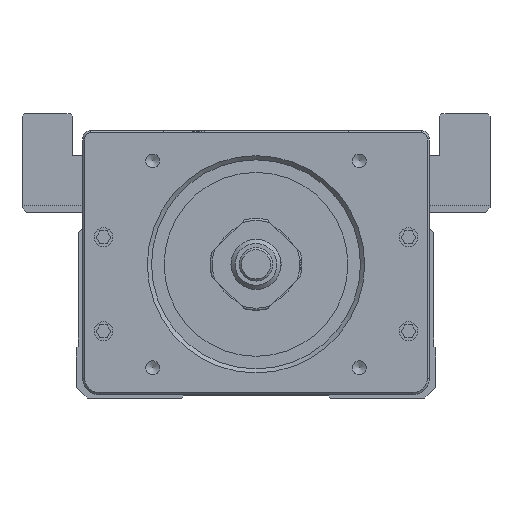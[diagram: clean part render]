
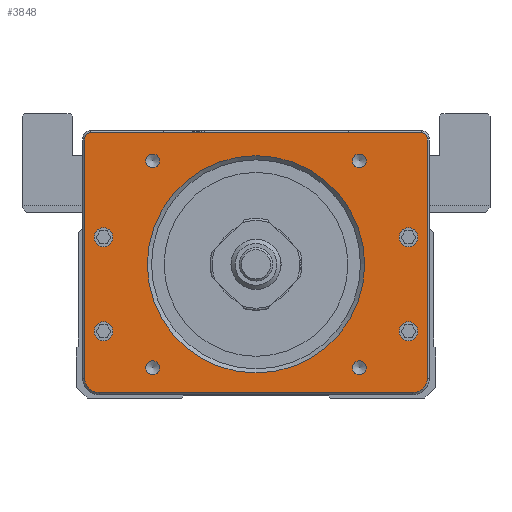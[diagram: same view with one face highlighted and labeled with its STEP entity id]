
A CAD part, front view. The second image highlights one B-rep face of the part: STEP entity #3848.
In plain terms, the highlighted planar face has unit normal (0, -1, 0).
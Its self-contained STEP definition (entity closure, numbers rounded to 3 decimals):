
#1510=FACE_BOUND('',#8249,.T.);
#1511=FACE_BOUND('',#8250,.T.);
#1512=FACE_BOUND('',#8251,.T.);
#1513=FACE_BOUND('',#8252,.T.);
#1514=FACE_BOUND('',#8253,.T.);
#1515=FACE_BOUND('',#8254,.T.);
#1516=FACE_BOUND('',#8255,.T.);
#1517=FACE_BOUND('',#8256,.T.);
#1518=FACE_BOUND('',#8257,.T.);
#1519=FACE_BOUND('',#8258,.T.);
#2511=CIRCLE('',#31937,26.);
#2512=CIRCLE('',#31938,1.65);
#2513=CIRCLE('',#31939,1.65);
#2514=CIRCLE('',#31940,1.65);
#2515=CIRCLE('',#31941,1.65);
#2516=CIRCLE('',#31942,1.5);
#2517=CIRCLE('',#31943,1.5);
#2518=CIRCLE('',#31944,3.5);
#2519=CIRCLE('',#31945,3.5);
#2520=CIRCLE('',#31946,2.25);
#2521=CIRCLE('',#31947,2.25);
#2522=CIRCLE('',#31948,2.25);
#2523=CIRCLE('',#31949,2.25);
#3848=ADVANCED_FACE('',(#1510,#1511,#1512,#1513,#1514,#1515,#1516,#1517,
#1518,#1519),#5221,.F.);
#5221=PLANE('',#31950);
#8249=EDGE_LOOP('',(#14473));
#8250=EDGE_LOOP('',(#14474));
#8251=EDGE_LOOP('',(#14475));
#8252=EDGE_LOOP('',(#14476));
#8253=EDGE_LOOP('',(#14477));
#8254=EDGE_LOOP('',(#14478,#14479,#14480,#14481,#14482,#14483,#14484,#14485));
#8255=EDGE_LOOP('',(#14486));
#8256=EDGE_LOOP('',(#14487));
#8257=EDGE_LOOP('',(#14488));
#8258=EDGE_LOOP('',(#14489));
#14473=ORIENTED_EDGE('',*,*,#23058,.T.);
#14474=ORIENTED_EDGE('',*,*,#23059,.T.);
#14475=ORIENTED_EDGE('',*,*,#23060,.T.);
#14476=ORIENTED_EDGE('',*,*,#23061,.T.);
#14477=ORIENTED_EDGE('',*,*,#23062,.T.);
#14478=ORIENTED_EDGE('',*,*,#23063,.T.);
#14479=ORIENTED_EDGE('',*,*,#23064,.T.);
#14480=ORIENTED_EDGE('',*,*,#23065,.T.);
#14481=ORIENTED_EDGE('',*,*,#23066,.T.);
#14482=ORIENTED_EDGE('',*,*,#23067,.T.);
#14483=ORIENTED_EDGE('',*,*,#23068,.T.);
#14484=ORIENTED_EDGE('',*,*,#23069,.T.);
#14485=ORIENTED_EDGE('',*,*,#23070,.T.);
#14486=ORIENTED_EDGE('',*,*,#23071,.T.);
#14487=ORIENTED_EDGE('',*,*,#23072,.T.);
#14488=ORIENTED_EDGE('',*,*,#23073,.T.);
#14489=ORIENTED_EDGE('',*,*,#23074,.T.);
#19389=VERTEX_POINT('',#48546);
#19390=VERTEX_POINT('',#48548);
#19391=VERTEX_POINT('',#48550);
#19392=VERTEX_POINT('',#48552);
#19393=VERTEX_POINT('',#48554);
#19394=VERTEX_POINT('',#48556);
#19395=VERTEX_POINT('',#48557);
#19396=VERTEX_POINT('',#48559);
#19397=VERTEX_POINT('',#48561);
#19398=VERTEX_POINT('',#48563);
#19399=VERTEX_POINT('',#48565);
#19400=VERTEX_POINT('',#48567);
#19401=VERTEX_POINT('',#48569);
#19402=VERTEX_POINT('',#48572);
#19403=VERTEX_POINT('',#48574);
#19404=VERTEX_POINT('',#48576);
#19405=VERTEX_POINT('',#48578);
#23058=EDGE_CURVE('',#19389,#19389,#2511,.T.);
#23059=EDGE_CURVE('',#19390,#19390,#2512,.T.);
#23060=EDGE_CURVE('',#19391,#19391,#2513,.T.);
#23061=EDGE_CURVE('',#19392,#19392,#2514,.T.);
#23062=EDGE_CURVE('',#19393,#19393,#2515,.T.);
#23063=EDGE_CURVE('',#19394,#19395,#26419,.T.);
#23064=EDGE_CURVE('',#19395,#19396,#2516,.T.);
#23065=EDGE_CURVE('',#19396,#19397,#26420,.T.);
#23066=EDGE_CURVE('',#19397,#19398,#2517,.T.);
#23067=EDGE_CURVE('',#19398,#19399,#26421,.T.);
#23068=EDGE_CURVE('',#19399,#19400,#2518,.T.);
#23069=EDGE_CURVE('',#19400,#19401,#26422,.T.);
#23070=EDGE_CURVE('',#19401,#19394,#2519,.T.);
#23071=EDGE_CURVE('',#19402,#19402,#2520,.T.);
#23072=EDGE_CURVE('',#19403,#19403,#2521,.T.);
#23073=EDGE_CURVE('',#19404,#19404,#2522,.T.);
#23074=EDGE_CURVE('',#19405,#19405,#2523,.T.);
#26419=LINE('',#48555,#29394);
#26420=LINE('',#48560,#29395);
#26421=LINE('',#48564,#29396);
#26422=LINE('',#48568,#29397);
#29394=VECTOR('',#38215,1.);
#29395=VECTOR('',#38218,1.);
#29396=VECTOR('',#38221,1.);
#29397=VECTOR('',#38224,1.);
#31937=AXIS2_PLACEMENT_3D('',#48545,#38205,#38206);
#31938=AXIS2_PLACEMENT_3D('',#48547,#38207,#38208);
#31939=AXIS2_PLACEMENT_3D('',#48549,#38209,#38210);
#31940=AXIS2_PLACEMENT_3D('',#48551,#38211,#38212);
#31941=AXIS2_PLACEMENT_3D('',#48553,#38213,#38214);
#31942=AXIS2_PLACEMENT_3D('',#48558,#38216,#38217);
#31943=AXIS2_PLACEMENT_3D('',#48562,#38219,#38220);
#31944=AXIS2_PLACEMENT_3D('',#48566,#38222,#38223);
#31945=AXIS2_PLACEMENT_3D('',#48570,#38225,#38226);
#31946=AXIS2_PLACEMENT_3D('',#48571,#38227,#38228);
#31947=AXIS2_PLACEMENT_3D('',#48573,#38229,#38230);
#31948=AXIS2_PLACEMENT_3D('',#48575,#38231,#38232);
#31949=AXIS2_PLACEMENT_3D('',#48577,#38233,#38234);
#31950=AXIS2_PLACEMENT_3D('',#48579,#38235,#38236);
#38205=DIRECTION('',(0.,1.,0.));
#38206=DIRECTION('',(0.,0.,1.));
#38207=DIRECTION('',(0.,1.,0.));
#38208=DIRECTION('',(0.,0.,1.));
#38209=DIRECTION('',(0.,1.,0.));
#38210=DIRECTION('',(0.,0.,1.));
#38211=DIRECTION('',(0.,1.,0.));
#38212=DIRECTION('',(0.,0.,1.));
#38213=DIRECTION('',(0.,1.,0.));
#38214=DIRECTION('',(0.,0.,1.));
#38215=DIRECTION('',(0.,0.,1.));
#38216=DIRECTION('',(0.,-1.,0.));
#38217=DIRECTION('',(0.,0.,1.));
#38218=DIRECTION('',(-1.,0.,0.));
#38219=DIRECTION('',(0.,-1.,0.));
#38220=DIRECTION('',(0.,0.,1.));
#38221=DIRECTION('',(0.,0.,-1.));
#38222=DIRECTION('',(0.,-1.,0.));
#38223=DIRECTION('',(0.,0.,1.));
#38224=DIRECTION('',(1.,0.,0.));
#38225=DIRECTION('',(0.,-1.,0.));
#38226=DIRECTION('',(0.,0.,1.));
#38227=DIRECTION('',(0.,1.,0.));
#38228=DIRECTION('',(0.,0.,1.));
#38229=DIRECTION('',(0.,1.,0.));
#38230=DIRECTION('',(0.,0.,1.));
#38231=DIRECTION('',(0.,1.,0.));
#38232=DIRECTION('',(0.,0.,1.));
#38233=DIRECTION('',(0.,1.,0.));
#38234=DIRECTION('',(0.,0.,1.));
#38235=DIRECTION('',(0.,1.,0.));
#38236=DIRECTION('',(0.,0.,-1.));
#48545=CARTESIAN_POINT('',(0.,-236.633,32.));
#48546=CARTESIAN_POINT('',(0.,-236.633,58.));
#48547=CARTESIAN_POINT('',(-24.749,-236.633,56.749));
#48548=CARTESIAN_POINT('',(-24.749,-236.633,58.399));
#48549=CARTESIAN_POINT('',(-24.749,-236.633,7.251));
#48550=CARTESIAN_POINT('',(-24.749,-236.633,8.901));
#48551=CARTESIAN_POINT('',(24.749,-236.633,7.251));
#48552=CARTESIAN_POINT('',(24.749,-236.633,8.901));
#48553=CARTESIAN_POINT('',(24.749,-236.633,56.749));
#48554=CARTESIAN_POINT('',(24.749,-236.633,58.399));
#48555=CARTESIAN_POINT('',(41.,-236.633,60.));
#48556=CARTESIAN_POINT('',(41.,-236.633,4.8));
#48557=CARTESIAN_POINT('',(41.,-236.633,62.));
#48558=CARTESIAN_POINT('',(39.5,-236.633,62.));
#48559=CARTESIAN_POINT('',(39.5,-236.633,63.5));
#48560=CARTESIAN_POINT('',(39.,-236.633,63.5));
#48561=CARTESIAN_POINT('',(-39.5,-236.633,63.5));
#48562=CARTESIAN_POINT('',(-39.5,-236.633,62.));
#48563=CARTESIAN_POINT('',(-41.,-236.633,62.));
#48564=CARTESIAN_POINT('',(-41.,-236.633,60.));
#48565=CARTESIAN_POINT('',(-41.,-236.633,4.8));
#48566=CARTESIAN_POINT('',(-37.5,-236.633,4.8));
#48567=CARTESIAN_POINT('',(-37.5,-236.633,1.3));
#48568=CARTESIAN_POINT('',(39.,-236.633,1.3));
#48569=CARTESIAN_POINT('',(37.5,-236.633,1.3));
#48570=CARTESIAN_POINT('',(37.5,-236.633,4.8));
#48571=CARTESIAN_POINT('',(-36.5,-236.633,38.5));
#48572=CARTESIAN_POINT('',(-36.5,-236.633,40.75));
#48573=CARTESIAN_POINT('',(-36.5,-236.633,16.));
#48574=CARTESIAN_POINT('',(-36.5,-236.633,18.25));
#48575=CARTESIAN_POINT('',(36.5,-236.633,38.5));
#48576=CARTESIAN_POINT('',(36.5,-236.633,40.75));
#48577=CARTESIAN_POINT('',(36.5,-236.633,16.));
#48578=CARTESIAN_POINT('',(36.5,-236.633,18.25));
#48579=CARTESIAN_POINT('',(39.,-236.633,60.));
